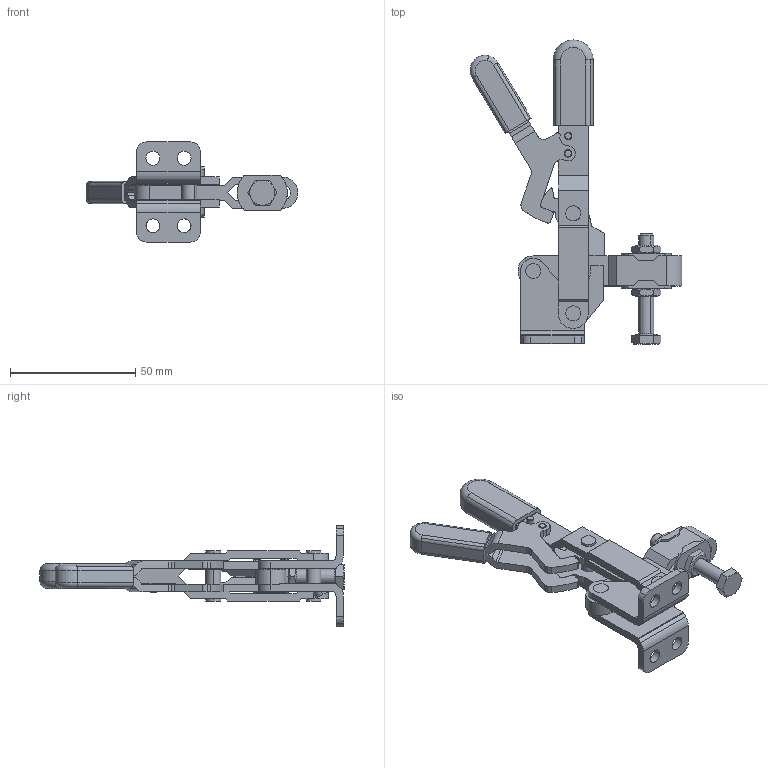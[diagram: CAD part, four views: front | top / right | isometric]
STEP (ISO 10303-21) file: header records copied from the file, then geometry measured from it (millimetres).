
FILE_DESCRIPTION(('CATIA V5 STEP Exchange'),'2;1');
FILE_NAME('VERTIKALSPANNER_TS_V_113_UB_SL_357847.stp','2018-08-16T12:07:22+00:00',('none'),('none'),'CATIA Version 5 Release 19 SP 9 (IN-10)','CATIA V5 STEP AP214','none');
FILE_SCHEMA(('AUTOMOTIVE_DESIGN { 1 0 10303 214 1 1 1 1 }'));
Length unit declared in the file: millimetre
Products named in the file (1): VERTIKALSPANNER_TS_V_113_UB_SL_357847
Bounding box: 84.7 x 121.56 x 40 mm (x, y, z)
Volume: 31904 mm3; surface area: 23453.5 mm2
Topology: 1 solids, 1 shells, 421 faces, 1237 edges, 821 vertices
Faces by surface type: plane 211, cylinder 178, cone 26, torus 6
Entity records: 15398 total; most frequent: CARTESIAN_POINT 4582, ORIENTED_EDGE 2474, DIRECTION 1806, EDGE_CURVE 1237, VERTEX_POINT 821, AXIS2_PLACEMENT_3D 730, VECTOR 682, LINE 682
